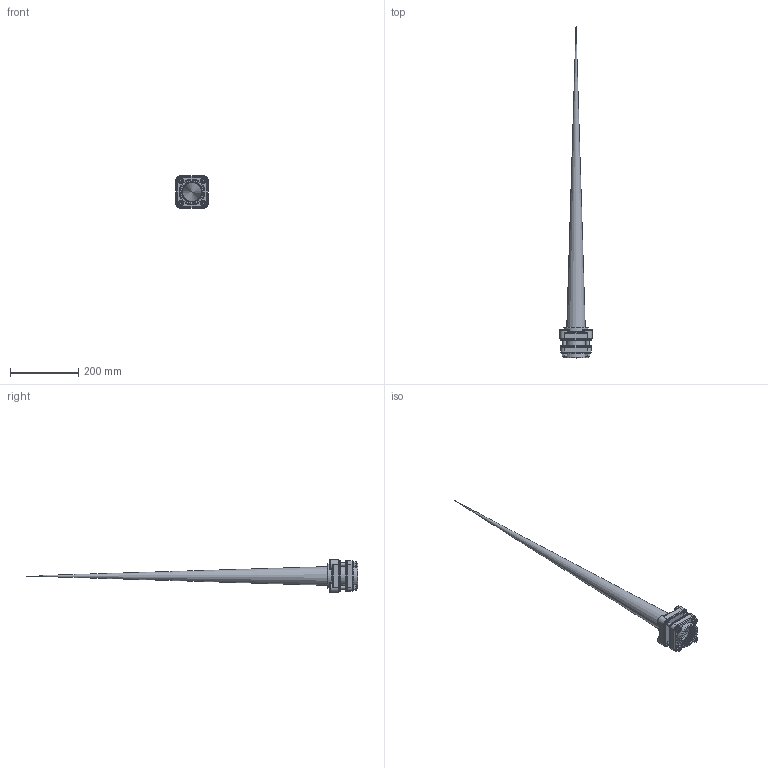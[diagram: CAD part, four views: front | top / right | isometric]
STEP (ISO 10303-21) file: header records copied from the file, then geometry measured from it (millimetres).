
FILE_DESCRIPTION(/* description */ ('2" X 2" NPT BOLTED FLANGE, FKM'),/* implementation_level */ '2;1');
FILE_NAME(/* name */ 'BF200V.stp',/* time_stamp */ '2020-08-03T14:03:30-04:00',/* author */ ('CAB'),/* organization */ (''),/* preprocessor_version */ 'ST-DEVELOPER v17.2',/* originating_system */ 'Autodesk Inventor 2019',/* authorisation */ '');
FILE_SCHEMA (('AUTOMOTIVE_DESIGN { 1 0 10303 214 3 1 1 }'));
Length unit declared in the file: inch
Products named in the file (8): BF200V; V20019; BF201A; V20156; BF304A; BF206; BF200GV; V20018
Assembly tree (20 placements, depth 2):
  BF200V
    V20019  x4
    BF201A
    V20156
    BF304A  x4
    BF200GV  x2
    BF206  x4
    V20018  x4
Bounding box: 96.07 x 974.14 x 96.07 mm (x, y, z)
Volume: 333211.4 mm3; surface area: 292017.4 mm2
Topology: 20 solids, 20 shells, 1122 faces, 2898 edges, 1833 vertices
Faces by surface type: cylinder 344, plane 315, cone 310, bspline 78, torus 71, sphere 4
Full cylindrical faces by diameter (mm): 8.236 x60, 9.525 x60, 9.652 x4, 10.312 x4, 10.414 x8, 18.161 x4, 18.847 x8, 19.05 x4, 57.15 x2, 72.898 x2
Entity records: 25357 total; most frequent: CARTESIAN_POINT 11372, ORIENTED_EDGE 2956, DIRECTION 2701, EDGE_CURVE 1478, AXIS2_PLACEMENT_3D 1019, VERTEX_POINT 940, LINE 663, VECTOR 663
